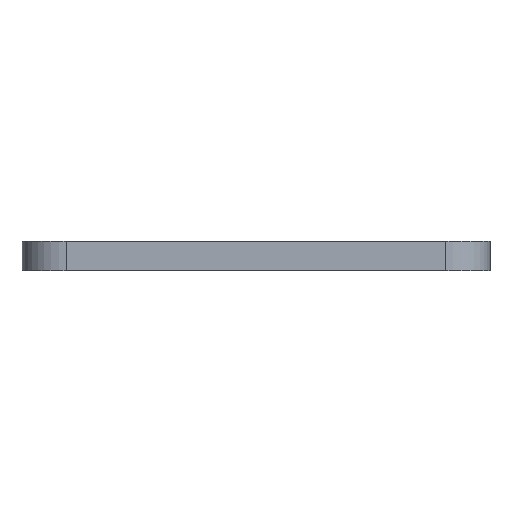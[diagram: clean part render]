
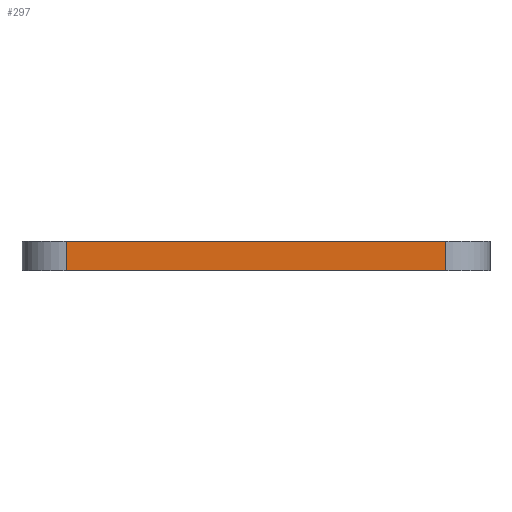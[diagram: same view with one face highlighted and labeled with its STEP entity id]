
A CAD part, left-side view. The second image highlights one B-rep face of the part: STEP entity #297.
In plain terms, the highlighted planar face has unit normal (-1, 0, 0).
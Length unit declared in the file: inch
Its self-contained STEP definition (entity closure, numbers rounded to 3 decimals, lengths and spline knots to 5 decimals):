
#4 = LINE ( 'NONE', #68, #223 ) ;
#7 = CARTESIAN_POINT ( 'NONE',  ( -1.75, 1.01378, 0. ) ) ;
#68 = CARTESIAN_POINT ( 'NONE',  ( -1.75, -1.25, -0.15748 ) ) ;
#117 = LINE ( 'NONE', #590, #275 ) ;
#121 = EDGE_CURVE ( 'NONE', #626, #135, #4, .T. ) ;
#135 = VERTEX_POINT ( 'NONE', #190 ) ;
#190 = CARTESIAN_POINT ( 'NONE',  ( -1.75, -1.01378, -0.15748 ) ) ;
#198 = VERTEX_POINT ( 'NONE', #7 ) ;
#200 = DIRECTION ( 'NONE',  ( 0., 0., 1. ) ) ;
#223 = VECTOR ( 'NONE', #312, 39.37008 ) ;
#235 = LINE ( 'NONE', #593, #241 ) ;
#237 = DIRECTION ( 'NONE',  ( 0., -1., 0. ) ) ;
#241 = VECTOR ( 'NONE', #718, 39.37008 ) ;
#275 = VECTOR ( 'NONE', #237, 39.37008 ) ;
#297 = ADVANCED_FACE ( 'NONE', ( #726 ), #676, .T. ) ;
#312 = DIRECTION ( 'NONE',  ( 0., -1., 0. ) ) ;
#316 = CARTESIAN_POINT ( 'NONE',  ( -1.75, 1.01378, -0.15748 ) ) ;
#331 = VERTEX_POINT ( 'NONE', #531 ) ;
#336 = ORIENTED_EDGE ( 'NONE', *, *, #731, .T. ) ;
#400 = EDGE_CURVE ( 'NONE', #135, #331, #235, .T. ) ;
#419 = CARTESIAN_POINT ( 'NONE',  ( -1.75, -1.25, -0.15748 ) ) ;
#445 = EDGE_CURVE ( 'NONE', #198, #331, #117, .T. ) ;
#508 = AXIS2_PLACEMENT_3D ( 'NONE', #419, #660, #200 ) ;
#519 = ORIENTED_EDGE ( 'NONE', *, *, #445, .F. ) ;
#528 = DIRECTION ( 'NONE',  ( 0., 0., -1. ) ) ;
#531 = CARTESIAN_POINT ( 'NONE',  ( -1.75, -1.01378, 0. ) ) ;
#590 = CARTESIAN_POINT ( 'NONE',  ( -1.75, -1.25, 0. ) ) ;
#593 = CARTESIAN_POINT ( 'NONE',  ( -1.75, -1.01378, -0.15748 ) ) ;
#626 = VERTEX_POINT ( 'NONE', #316 ) ;
#635 = ORIENTED_EDGE ( 'NONE', *, *, #400, .T. ) ;
#637 = LINE ( 'NONE', #649, #778 ) ;
#649 = CARTESIAN_POINT ( 'NONE',  ( -1.75, 1.01378, -0.15748 ) ) ;
#660 = DIRECTION ( 'NONE',  ( -1., 0., 0. ) ) ;
#676 = PLANE ( 'NONE',  #508 ) ;
#718 = DIRECTION ( 'NONE',  ( 0., 0., 1. ) ) ;
#720 = EDGE_LOOP ( 'NONE', ( #519, #336, #730, #635 ) ) ;
#726 = FACE_OUTER_BOUND ( 'NONE', #720, .T. ) ;
#730 = ORIENTED_EDGE ( 'NONE', *, *, #121, .T. ) ;
#731 = EDGE_CURVE ( 'NONE', #198, #626, #637, .T. ) ;
#778 = VECTOR ( 'NONE', #528, 39.37008 ) ;
